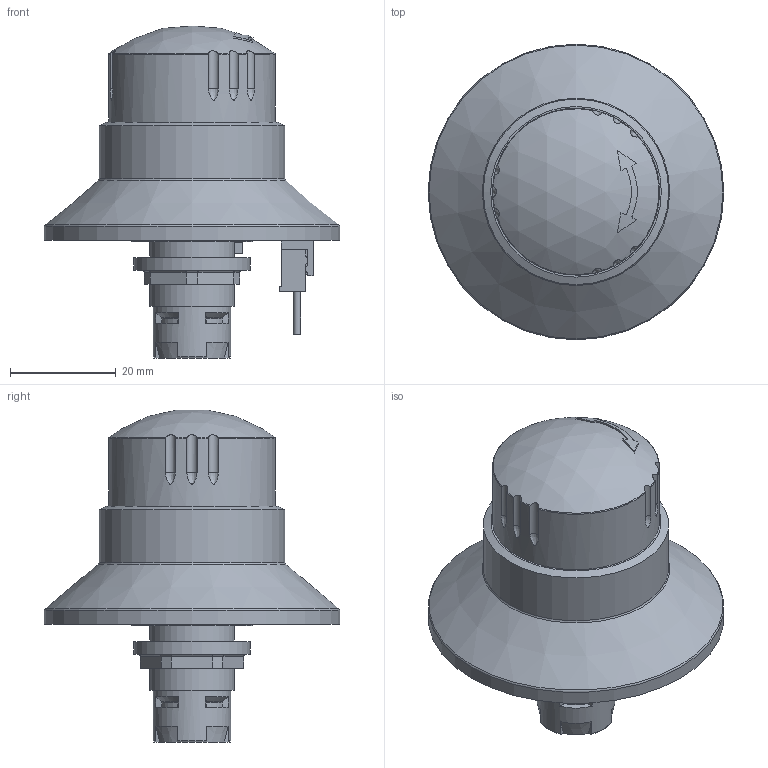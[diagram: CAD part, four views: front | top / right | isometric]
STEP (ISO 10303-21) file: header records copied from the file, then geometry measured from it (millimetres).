
FILE_DESCRIPTION(/* description */ (''),/* implementation_level */ '2;1');
FILE_NAME(/* name */ 'RXBLUV.stp',/* time_stamp */ '2017-08-23T07:22:55+02:00',/* author */ ('mharscher'),/* organization */ (''),/* preprocessor_version */ 'ST-DEVELOPER v16.1',/* originating_system */ 'Autodesk Inventor 2016',/* authorisation */ '');
FILE_SCHEMA (('AUTOMOTIVE_DESIGN { 1 0 10303 214 3 1 1 }'));
Length unit declared in the file: centimetre
Products named in the file (1): RXBLUV
Bounding box: 55.8 x 55.8 x 62.65 mm (x, y, z)
Volume: 47893.6 mm3; surface area: 11813.2 mm2
Topology: 1 solids, 3 shells, 276 faces, 716 edges, 464 vertices
Faces by surface type: plane 163, cylinder 64, cone 19, torus 19, bspline 9, sphere 2
Full cylindrical faces by diameter (mm): 1.4 x2, 14.65 x1, 16 x2, 16.15 x1, 16.5 x1, 19.5 x1, 22 x1, 23 x1, 31.5 x1, 35 x1, 55.8 x1
Entity records: 8906 total; most frequent: CARTESIAN_POINT 2297, ORIENTED_EDGE 1386, DIRECTION 1335, EDGE_CURVE 689, AXIS2_PLACEMENT_3D 464, VERTEX_POINT 458, LINE 407, VECTOR 407
